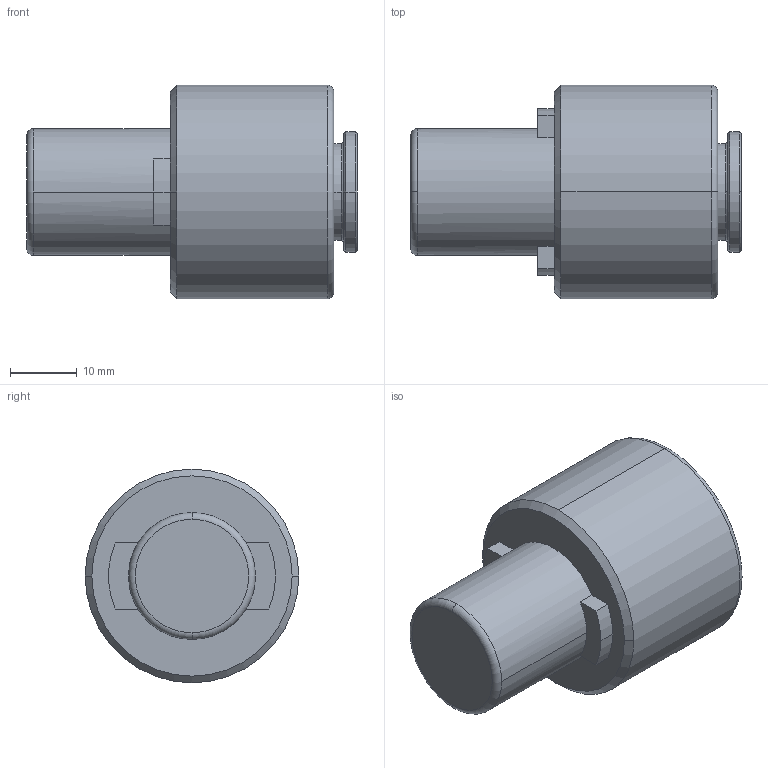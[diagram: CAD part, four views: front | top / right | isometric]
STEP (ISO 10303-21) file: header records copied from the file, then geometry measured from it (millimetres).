
FILE_DESCRIPTION (( 'STEP AP203' ), '1' );
FILE_NAME ('KWES1B DIA 4.50 SQ 3.40 1-4'''' UNC.STEP', '2019-04-18T11:17:46', ( '' ), ( '' ), 'SwSTEP 2.0', 'SolidWorks 2014', '' );
FILE_SCHEMA (( 'CONFIG_CONTROL_DESIGN' ));
Length unit declared in the file: millimetre
Products named in the file (1): KWES1B DIA 4.50 SQ 3.40 1-4'''' UNC
Bounding box: 49.5 x 32 x 32 mm (x, y, z)
Volume: 26399.7 mm3; surface area: 5783.9 mm2
Topology: 1 solids, 1 shells, 39 faces, 93 edges, 60 vertices
Faces by surface type: cylinder 13, plane 12, cone 8, torus 6
Entity records: 1234 total; most frequent: DIRECTION 231, CARTESIAN_POINT 193, ORIENTED_EDGE 186, AXIS2_PLACEMENT_3D 98, EDGE_CURVE 93, VERTEX_POINT 60, CIRCLE 58, EDGE_LOOP 43
